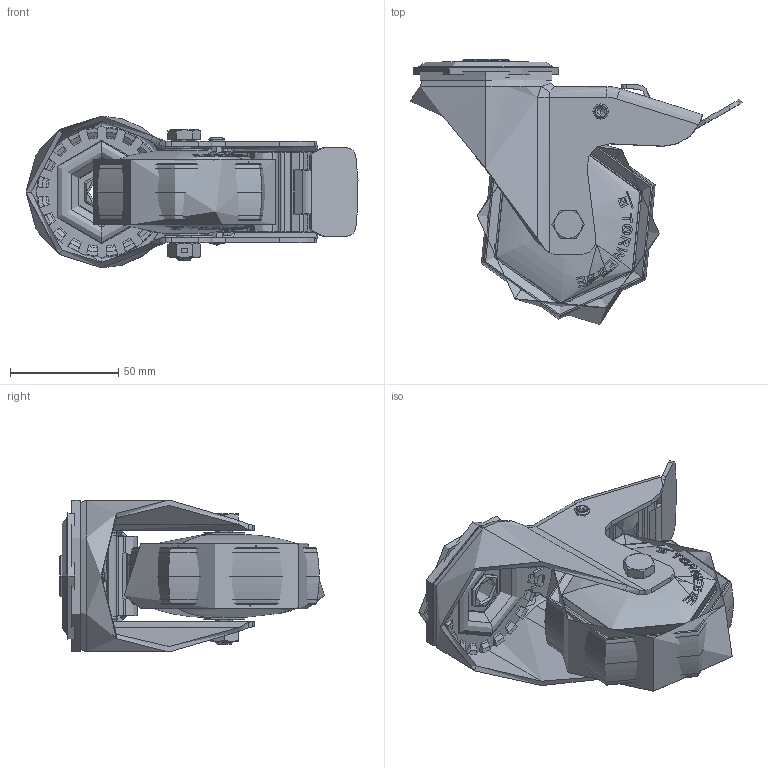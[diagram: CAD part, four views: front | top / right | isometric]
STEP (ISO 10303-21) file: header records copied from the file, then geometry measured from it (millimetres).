
FILE_DESCRIPTION (( 'STEP AP214' ), '1' );
FILE_NAME ('0056137.step', '2023-11-10T07:49:40', ( '' ), ( '' ), 'SwSTEP 2.0', 'SolidWorks 2020', '' );
FILE_SCHEMA (( 'AUTOMOTIVE_DESIGN' ));
Length unit declared in the file: millimetre
Products named in the file (1): 0056137
Bounding box: 153.13 x 122.22 x 70 mm (x, y, z)
Volume: 238610.7 mm3; surface area: 145473.3 mm2
Topology: 11 solids, 12 shells, 1425 faces, 3673 edges, 2288 vertices
Faces by surface type: bspline 378, plane 334, torus 291, cylinder 254, cone 150, sphere 18
Entity records: 81939 total; most frequent: CARTESIAN_POINT 35318, ORIENTED_EDGE 7276, DIRECTION 5117, EDGE_CURVE 3638, VERTEX_POINT 2272, AXIS2_PLACEMENT_3D 2105, B_SPLINE_CURVE_WITH_KNOTS 1659, EDGE_LOOP 1512
